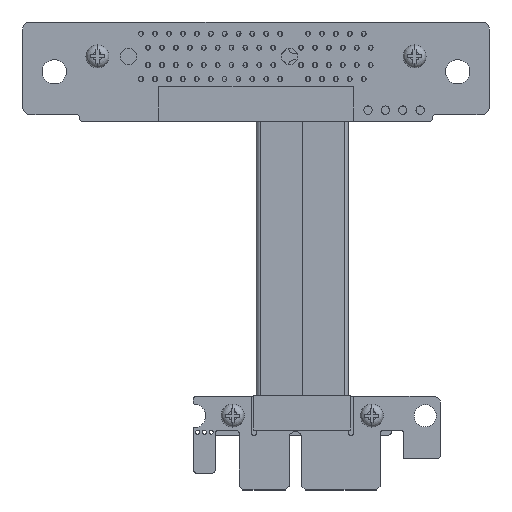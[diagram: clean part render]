
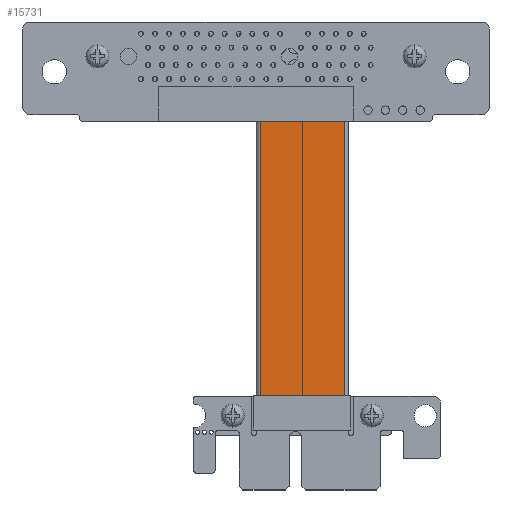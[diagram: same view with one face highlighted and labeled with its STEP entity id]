
A CAD part, top view. The second image highlights one B-rep face of the part: STEP entity #15731.
In plain terms, the highlighted face is planar.
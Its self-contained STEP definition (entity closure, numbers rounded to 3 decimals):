
#15694 = VERTEX_POINT('',#15695);
#15695 = CARTESIAN_POINT('',(12.065,-1.4,-43.));
#15713 = VERTEX_POINT('',#15714);
#15714 = CARTESIAN_POINT('',(12.065,-1.4,0.));
#15721 = EDGE_CURVE('',#15694,#15713,#15722,.T.);
#15722 = LINE('',#15723,#15724);
#15723 = CARTESIAN_POINT('',(12.065,-1.4,-43.));
#15724 = VECTOR('',#15725,1.);
#15725 = DIRECTION('',(0.,0.,1.));
#15731 = ADVANCED_FACE('',(#15732),#15757,.T.);
#15732 = FACE_BOUND('',#15733,.T.);
#15733 = EDGE_LOOP('',(#15734,#15742,#15750,#15756));
#15734 = ORIENTED_EDGE('',*,*,#15735,.F.);
#15735 = EDGE_CURVE('',#15736,#15713,#15738,.T.);
#15736 = VERTEX_POINT('',#15737);
#15737 = CARTESIAN_POINT('',(0.,-1.4,
    0.));
#15738 = LINE('',#15739,#15740);
#15739 = CARTESIAN_POINT('',(6.032,-1.4,0.));
#15740 = VECTOR('',#15741,1.);
#15741 = DIRECTION('',(1.,0.,0.));
#15742 = ORIENTED_EDGE('',*,*,#15743,.F.);
#15743 = EDGE_CURVE('',#15744,#15736,#15746,.T.);
#15744 = VERTEX_POINT('',#15745);
#15745 = CARTESIAN_POINT('',(0.,-1.4,-43.)
  );
#15746 = LINE('',#15747,#15748);
#15747 = CARTESIAN_POINT('',(0.,-1.4,-43.)
  );
#15748 = VECTOR('',#15749,1.);
#15749 = DIRECTION('',(0.,0.,1.));
#15750 = ORIENTED_EDGE('',*,*,#15751,.T.);
#15751 = EDGE_CURVE('',#15744,#15694,#15752,.T.);
#15752 = LINE('',#15753,#15754);
#15753 = CARTESIAN_POINT('',(12.065,-1.4,-43.));
#15754 = VECTOR('',#15755,1.);
#15755 = DIRECTION('',(1.,0.,0.));
#15756 = ORIENTED_EDGE('',*,*,#15721,.T.);
#15757 = PLANE('',#15758);
#15758 = AXIS2_PLACEMENT_3D('',#15759,#15760,#15761);
#15759 = CARTESIAN_POINT('',(6.032,-1.4,-43.));
#15760 = DIRECTION('',(0.,-1.,0.));
#15761 = DIRECTION('',(0.,0.,-1.));
